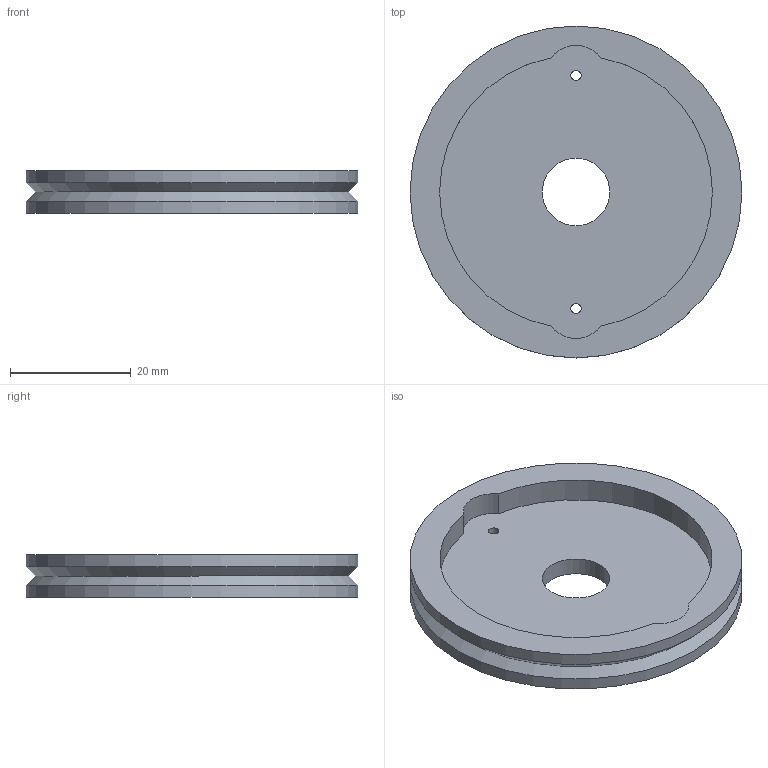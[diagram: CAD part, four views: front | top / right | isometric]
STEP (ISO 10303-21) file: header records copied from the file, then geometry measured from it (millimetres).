
FILE_DESCRIPTION(('FreeCAD Model'),'2;1');
FILE_NAME('renacuajo-wheel-big-rounded-horn.stp','2014-09-12T11:14:43',('FreeCAD'),('FreeCAD'), 'Open CASCADE STEP processor 6.7','FreeCAD','Unknown');
FILE_SCHEMA(('AUTOMOTIVE_DESIGN_CC2 { 1 2 10303 214 -1 1 5 4 }'));
Length unit declared in the file: millimetre
Products named in the file (1): Renacuajo-wheel-big-rounded-horn-final
Bounding box: 55 x 55 x 7 mm (x, y, z)
Volume: 9443.7 mm3; surface area: 6665.7 mm2
Topology: 1 solids, 1 shells, 15 faces, 35 edges, 23 vertices
Faces by surface type: cylinder 10, plane 3, cone 2
Full cylindrical faces by diameter (mm): 1.7 x2, 11.2 x1, 55 x2
Entity records: 978 total; most frequent: CARTESIAN_POINT 260, DIRECTION 134, ORIENTED_EDGE 70, PCURVE 70, DEFINITIONAL_REPRESENTATION 70, LINE 54, VECTOR 54, AXIS2_PLACEMENT_3D 39
